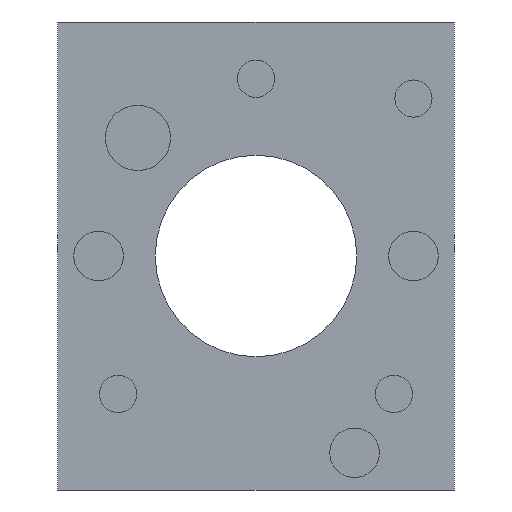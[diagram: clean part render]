
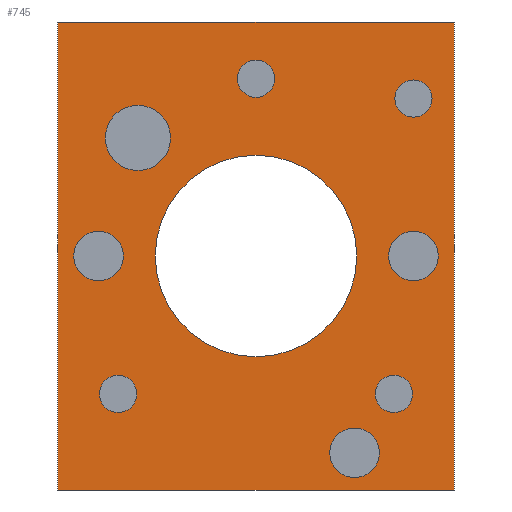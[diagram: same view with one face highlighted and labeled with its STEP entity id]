
A CAD part, front view. The second image highlights one B-rep face of the part: STEP entity #745.
In plain terms, the highlighted planar face has unit normal (0, -1, 0).
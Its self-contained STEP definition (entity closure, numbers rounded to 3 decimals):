
#216=CARTESIAN_POINT('',(0.,0.,0.));
#217=DIRECTION('',(0.,-1.,0.));
#218=DIRECTION('',(1.,0.,0.));
#219=AXIS2_PLACEMENT_3D('',#216,#217,#218);
#221=CARTESIAN_POINT('',(0.,0.,0.));
#222=DIRECTION('',(0.,-1.,0.));
#223=DIRECTION('',(-1.,0.,0.));
#224=AXIS2_PLACEMENT_3D('',#221,#222,#223);
#226=DIRECTION('',(1.,0.,0.));
#227=VECTOR('',#226,12.8);
#228=CARTESIAN_POINT('',(-6.4,0.,7.55));
#229=LINE('',#228,#227);
#230=DIRECTION('',(0.,0.,-1.));
#231=VECTOR('',#230,15.1);
#232=CARTESIAN_POINT('',(6.4,0.,7.55));
#233=LINE('',#232,#231);
#234=DIRECTION('',(-1.,0.,0.));
#235=VECTOR('',#234,12.8);
#236=CARTESIAN_POINT('',(6.4,0.,-7.55));
#237=LINE('',#236,#235);
#238=DIRECTION('',(0.,0.,1.));
#239=VECTOR('',#238,15.1);
#240=CARTESIAN_POINT('',(-6.4,0.,-7.55));
#241=LINE('',#240,#239);
#242=CARTESIAN_POINT('',(-3.81,0.,3.81));
#243=DIRECTION('',(0.,1.,0.));
#244=DIRECTION('',(1.,0.,0.));
#245=AXIS2_PLACEMENT_3D('',#242,#243,#244);
#247=CARTESIAN_POINT('',(-3.81,0.,3.81));
#248=DIRECTION('',(0.,1.,0.));
#249=DIRECTION('',(-1.,0.,0.));
#250=AXIS2_PLACEMENT_3D('',#247,#248,#249);
#252=CARTESIAN_POINT('',(3.18,0.,-6.35));
#253=DIRECTION('',(0.,1.,0.));
#254=DIRECTION('',(1.,0.,0.));
#255=AXIS2_PLACEMENT_3D('',#252,#253,#254);
#257=CARTESIAN_POINT('',(3.18,0.,-6.35));
#258=DIRECTION('',(0.,1.,0.));
#259=DIRECTION('',(-1.,0.,0.));
#260=AXIS2_PLACEMENT_3D('',#257,#258,#259);
#262=CARTESIAN_POINT('',(5.08,0.,0.));
#263=DIRECTION('',(0.,1.,0.));
#264=DIRECTION('',(1.,0.,0.));
#265=AXIS2_PLACEMENT_3D('',#262,#263,#264);
#267=CARTESIAN_POINT('',(5.08,0.,0.));
#268=DIRECTION('',(0.,1.,0.));
#269=DIRECTION('',(-1.,0.,0.));
#270=AXIS2_PLACEMENT_3D('',#267,#268,#269);
#272=CARTESIAN_POINT('',(0.,0.,5.72));
#273=DIRECTION('',(0.,1.,0.));
#274=DIRECTION('',(1.,0.,0.));
#275=AXIS2_PLACEMENT_3D('',#272,#273,#274);
#277=CARTESIAN_POINT('',(0.,0.,5.72));
#278=DIRECTION('',(0.,1.,0.));
#279=DIRECTION('',(-1.,0.,0.));
#280=AXIS2_PLACEMENT_3D('',#277,#278,#279);
#282=CARTESIAN_POINT('',(-5.08,0.,0.));
#283=DIRECTION('',(0.,1.,0.));
#284=DIRECTION('',(1.,0.,0.));
#285=AXIS2_PLACEMENT_3D('',#282,#283,#284);
#287=CARTESIAN_POINT('',(-5.08,0.,0.));
#288=DIRECTION('',(0.,1.,0.));
#289=DIRECTION('',(-1.,0.,0.));
#290=AXIS2_PLACEMENT_3D('',#287,#288,#289);
#292=CARTESIAN_POINT('',(5.08,0.,5.08));
#293=DIRECTION('',(0.,1.,0.));
#294=DIRECTION('',(1.,0.,0.));
#295=AXIS2_PLACEMENT_3D('',#292,#293,#294);
#297=CARTESIAN_POINT('',(5.08,0.,5.08));
#298=DIRECTION('',(0.,1.,0.));
#299=DIRECTION('',(-1.,0.,0.));
#300=AXIS2_PLACEMENT_3D('',#297,#298,#299);
#302=CARTESIAN_POINT('',(-4.45,0.,-4.45));
#303=DIRECTION('',(0.,1.,0.));
#304=DIRECTION('',(1.,0.,0.));
#305=AXIS2_PLACEMENT_3D('',#302,#303,#304);
#307=CARTESIAN_POINT('',(-4.45,0.,-4.45));
#308=DIRECTION('',(0.,1.,0.));
#309=DIRECTION('',(-1.,0.,0.));
#310=AXIS2_PLACEMENT_3D('',#307,#308,#309);
#312=CARTESIAN_POINT('',(4.45,0.,-4.45));
#313=DIRECTION('',(0.,1.,0.));
#314=DIRECTION('',(1.,0.,0.));
#315=AXIS2_PLACEMENT_3D('',#312,#313,#314);
#317=CARTESIAN_POINT('',(4.45,0.,-4.45));
#318=DIRECTION('',(0.,1.,0.));
#319=DIRECTION('',(-1.,0.,0.));
#320=AXIS2_PLACEMENT_3D('',#317,#318,#319);
#572=CARTESIAN_POINT('',(-6.4,0.,7.55));
#573=CARTESIAN_POINT('',(6.4,0.,7.55));
#574=VERTEX_POINT('',#572);
#575=VERTEX_POINT('',#573);
#576=CARTESIAN_POINT('',(6.4,0.,-7.55));
#577=VERTEX_POINT('',#576);
#578=CARTESIAN_POINT('',(-6.4,0.,-7.55));
#579=VERTEX_POINT('',#578);
#600=CARTESIAN_POINT('',(3.25,0.,0.));
#601=CARTESIAN_POINT('',(-3.25,0.,0.));
#602=VERTEX_POINT('',#600);
#603=VERTEX_POINT('',#601);
#620=CARTESIAN_POINT('',(-2.76,0.,3.81));
#621=CARTESIAN_POINT('',(-4.86,0.,3.81));
#622=VERTEX_POINT('',#620);
#623=VERTEX_POINT('',#621);
#624=CARTESIAN_POINT('',(3.98,0.,-6.35));
#625=CARTESIAN_POINT('',(2.38,0.,-6.35));
#626=VERTEX_POINT('',#624);
#627=VERTEX_POINT('',#625);
#636=CARTESIAN_POINT('',(5.88,0.,0.));
#637=CARTESIAN_POINT('',(4.28,0.,0.));
#638=VERTEX_POINT('',#636);
#639=VERTEX_POINT('',#637);
#640=CARTESIAN_POINT('',(0.6,0.,5.72));
#641=CARTESIAN_POINT('',(-0.6,0.,5.72));
#642=VERTEX_POINT('',#640);
#643=VERTEX_POINT('',#641);
#648=CARTESIAN_POINT('',(-4.28,0.,0.));
#649=CARTESIAN_POINT('',(-5.88,0.,0.));
#650=VERTEX_POINT('',#648);
#651=VERTEX_POINT('',#649);
#664=CARTESIAN_POINT('',(5.68,0.,5.08));
#665=CARTESIAN_POINT('',(4.48,0.,5.08));
#666=VERTEX_POINT('',#664);
#667=VERTEX_POINT('',#665);
#668=CARTESIAN_POINT('',(-3.85,0.,-4.45));
#669=CARTESIAN_POINT('',(-5.05,0.,-4.45));
#670=VERTEX_POINT('',#668);
#671=VERTEX_POINT('',#669);
#672=CARTESIAN_POINT('',(5.05,0.,-4.45));
#673=CARTESIAN_POINT('',(3.85,0.,-4.45));
#674=VERTEX_POINT('',#672);
#675=VERTEX_POINT('',#673);
#676=CARTESIAN_POINT('',(0.,0.,0.));
#677=DIRECTION('',(0.,1.,0.));
#678=DIRECTION('',(1.,0.,0.));
#679=AXIS2_PLACEMENT_3D('',#676,#677,#678);
#680=PLANE('',#679);
#682=ORIENTED_EDGE('',*,*,#681,.T.);
#684=ORIENTED_EDGE('',*,*,#683,.T.);
#686=ORIENTED_EDGE('',*,*,#685,.T.);
#688=ORIENTED_EDGE('',*,*,#687,.T.);
#689=EDGE_LOOP('',(#682,#684,#686,#688));
#690=FACE_OUTER_BOUND('',#689,.F.);
#692=ORIENTED_EDGE('',*,*,#691,.T.);
#694=ORIENTED_EDGE('',*,*,#693,.T.);
#695=EDGE_LOOP('',(#692,#694));
#696=FACE_BOUND('',#695,.F.);
#698=ORIENTED_EDGE('',*,*,#697,.F.);
#700=ORIENTED_EDGE('',*,*,#699,.F.);
#701=EDGE_LOOP('',(#698,#700));
#702=FACE_BOUND('',#701,.F.);
#704=ORIENTED_EDGE('',*,*,#703,.F.);
#706=ORIENTED_EDGE('',*,*,#705,.F.);
#707=EDGE_LOOP('',(#704,#706));
#708=FACE_BOUND('',#707,.F.);
#710=ORIENTED_EDGE('',*,*,#709,.F.);
#712=ORIENTED_EDGE('',*,*,#711,.F.);
#713=EDGE_LOOP('',(#710,#712));
#714=FACE_BOUND('',#713,.F.);
#716=ORIENTED_EDGE('',*,*,#715,.F.);
#718=ORIENTED_EDGE('',*,*,#717,.F.);
#719=EDGE_LOOP('',(#716,#718));
#720=FACE_BOUND('',#719,.F.);
#722=ORIENTED_EDGE('',*,*,#721,.F.);
#724=ORIENTED_EDGE('',*,*,#723,.F.);
#725=EDGE_LOOP('',(#722,#724));
#726=FACE_BOUND('',#725,.F.);
#728=ORIENTED_EDGE('',*,*,#727,.F.);
#730=ORIENTED_EDGE('',*,*,#729,.F.);
#731=EDGE_LOOP('',(#728,#730));
#732=FACE_BOUND('',#731,.F.);
#734=ORIENTED_EDGE('',*,*,#733,.F.);
#736=ORIENTED_EDGE('',*,*,#735,.F.);
#737=EDGE_LOOP('',(#734,#736));
#738=FACE_BOUND('',#737,.F.);
#740=ORIENTED_EDGE('',*,*,#739,.F.);
#742=ORIENTED_EDGE('',*,*,#741,.F.);
#743=EDGE_LOOP('',(#740,#742));
#744=FACE_BOUND('',#743,.F.);
#220=CIRCLE('',#219,3.25);
#225=CIRCLE('',#224,3.25);
#246=CIRCLE('',#245,1.05);
#251=CIRCLE('',#250,1.05);
#256=CIRCLE('',#255,0.8);
#261=CIRCLE('',#260,0.8);
#266=CIRCLE('',#265,0.8);
#271=CIRCLE('',#270,0.8);
#276=CIRCLE('',#275,0.6);
#281=CIRCLE('',#280,0.6);
#286=CIRCLE('',#285,0.8);
#291=CIRCLE('',#290,0.8);
#296=CIRCLE('',#295,0.6);
#301=CIRCLE('',#300,0.6);
#306=CIRCLE('',#305,0.6);
#311=CIRCLE('',#310,0.6);
#316=CIRCLE('',#315,0.6);
#321=CIRCLE('',#320,0.6);
#681=EDGE_CURVE('',#574,#575,#229,.T.);
#683=EDGE_CURVE('',#575,#577,#233,.T.);
#685=EDGE_CURVE('',#577,#579,#237,.T.);
#687=EDGE_CURVE('',#579,#574,#241,.T.);
#691=EDGE_CURVE('',#602,#603,#220,.T.);
#693=EDGE_CURVE('',#603,#602,#225,.T.);
#697=EDGE_CURVE('',#622,#623,#246,.T.);
#699=EDGE_CURVE('',#623,#622,#251,.T.);
#703=EDGE_CURVE('',#626,#627,#256,.T.);
#705=EDGE_CURVE('',#627,#626,#261,.T.);
#709=EDGE_CURVE('',#638,#639,#266,.T.);
#711=EDGE_CURVE('',#639,#638,#271,.T.);
#715=EDGE_CURVE('',#642,#643,#276,.T.);
#717=EDGE_CURVE('',#643,#642,#281,.T.);
#721=EDGE_CURVE('',#650,#651,#286,.T.);
#723=EDGE_CURVE('',#651,#650,#291,.T.);
#727=EDGE_CURVE('',#666,#667,#296,.T.);
#729=EDGE_CURVE('',#667,#666,#301,.T.);
#733=EDGE_CURVE('',#670,#671,#306,.T.);
#735=EDGE_CURVE('',#671,#670,#311,.T.);
#739=EDGE_CURVE('',#674,#675,#316,.T.);
#741=EDGE_CURVE('',#675,#674,#321,.T.);
#745=ADVANCED_FACE('',(#690,#696,#702,#708,#714,#720,#726,#732,#738,#744),#680,
.F.);
